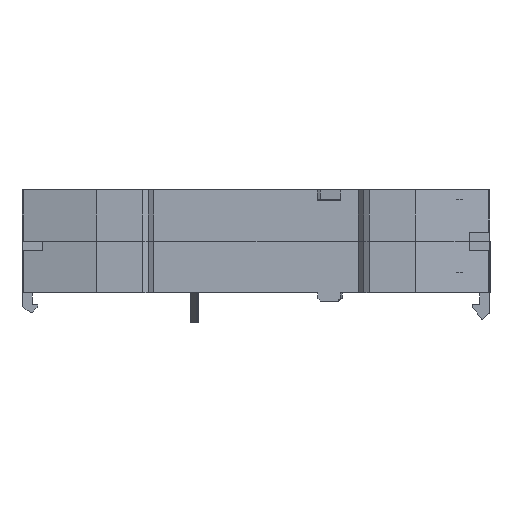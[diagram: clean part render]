
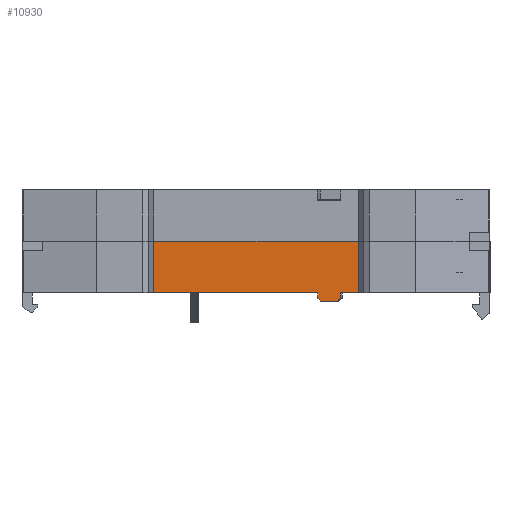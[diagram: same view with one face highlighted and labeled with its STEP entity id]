
A CAD part, front view. The second image highlights one B-rep face of the part: STEP entity #10930.
In plain terms, the highlighted planar face has unit normal (0, -1, 0).
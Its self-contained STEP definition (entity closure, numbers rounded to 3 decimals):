
#174 = DIRECTION ( 'NONE',  ( -0.712, 0., -0.702 ) ) ;
#632 = LINE ( 'NONE', #40631, #4662 ) ;
#865 = EDGE_CURVE ( 'NONE', #44157, #20372, #26633, .T. ) ;
#1295 = VERTEX_POINT ( 'NONE', #19878 ) ;
#1754 = CARTESIAN_POINT ( 'NONE',  ( 8.908, -56.583, 1.683 ) ) ;
#2319 = LINE ( 'NONE', #43221, #4293 ) ;
#3350 = AXIS2_PLACEMENT_3D ( 'NONE', #1754, #44767, #36494 ) ;
#3769 = EDGE_CURVE ( 'NONE', #16649, #6562, #48496, .T. ) ;
#4275 = CARTESIAN_POINT ( 'NONE',  ( 19.609, -56.583, 0. ) ) ;
#4293 = VECTOR ( 'NONE', #26478, 1000. ) ;
#4662 = VECTOR ( 'NONE', #26906, 1000. ) ;
#5550 = VECTOR ( 'NONE', #53055, 1000. ) ;
#5872 = EDGE_CURVE ( 'NONE', #44157, #1295, #14745, .T. ) ;
#5886 = VECTOR ( 'NONE', #36351, 1000. ) ;
#6106 = CARTESIAN_POINT ( 'NONE',  ( 23.471, -56.582, -0.989 ) ) ;
#6562 = VERTEX_POINT ( 'NONE', #47215 ) ;
#7380 = ORIENTED_EDGE ( 'NONE', *, *, #9236, .F. ) ;
#7738 = DIRECTION ( 'NONE',  ( 1., 0., 0. ) ) ;
#8362 = DIRECTION ( 'NONE',  ( 0., 0., -1. ) ) ;
#9236 = EDGE_CURVE ( 'NONE', #44215, #20372, #12592, .T. ) ;
#9610 = EDGE_CURVE ( 'NONE', #44215, #6562, #24672, .T. ) ;
#10223 = EDGE_CURVE ( 'NONE', #16818, #47143, #17870, .T. ) ;
#10930 = ADVANCED_FACE ( 'NONE', ( #51366 ), #23162, .T. ) ;
#11398 = EDGE_CURVE ( 'NONE', #52039, #47143, #2319, .T. ) ;
#11696 = DIRECTION ( 'NONE',  ( -1., 0., 0. ) ) ;
#12077 = EDGE_CURVE ( 'NONE', #52039, #20006, #27074, .T. ) ;
#12592 = LINE ( 'NONE', #41334, #54935 ) ;
#14508 = EDGE_CURVE ( 'NONE', #16818, #1295, #632, .T. ) ;
#14745 = LINE ( 'NONE', #42154, #47651 ) ;
#15182 = VECTOR ( 'NONE', #11696, 1000. ) ;
#15570 = DIRECTION ( 'NONE',  ( -1., 0., 0. ) ) ;
#16120 = CARTESIAN_POINT ( 'NONE',  ( 26.608, -56.583, 0. ) ) ;
#16649 = VERTEX_POINT ( 'NONE', #54230 ) ;
#16818 = VERTEX_POINT ( 'NONE', #16120 ) ;
#17250 = CARTESIAN_POINT ( 'NONE',  ( 23.139, -56.583, -1.315 ) ) ;
#17803 = ORIENTED_EDGE ( 'NONE', *, *, #9610, .T. ) ;
#17870 = LINE ( 'NONE', #33084, #15182 ) ;
#19778 = EDGE_LOOP ( 'NONE', ( #24281, #7380, #17803, #33475, #27694, #49391, #53288, #51146, #20157, #21873 ) ) ;
#19878 = CARTESIAN_POINT ( 'NONE',  ( 26.608, -56.583, 8.911 ) ) ;
#20006 = VERTEX_POINT ( 'NONE', #45870 ) ;
#20157 = ORIENTED_EDGE ( 'NONE', *, *, #14508, .T. ) ;
#20372 = VERTEX_POINT ( 'NONE', #31527 ) ;
#21873 = ORIENTED_EDGE ( 'NONE', *, *, #5872, .F. ) ;
#23162 = PLANE ( 'NONE',  #3350 ) ;
#23540 = VECTOR ( 'NONE', #7738, 1000. ) ;
#24281 = ORIENTED_EDGE ( 'NONE', *, *, #865, .T. ) ;
#24324 = EDGE_CURVE ( 'NONE', #16649, #20006, #41742, .T. ) ;
#24672 = LINE ( 'NONE', #49840, #5886 ) ;
#26478 = DIRECTION ( 'NONE',  ( 0., 0., 1. ) ) ;
#26633 = LINE ( 'NONE', #55271, #34707 ) ;
#26906 = DIRECTION ( 'NONE',  ( 0., 0., 1. ) ) ;
#27074 = LINE ( 'NONE', #17250, #43889 ) ;
#27694 = ORIENTED_EDGE ( 'NONE', *, *, #24324, .T. ) ;
#29372 = DIRECTION ( 'NONE',  ( 1., 0., 0. ) ) ;
#31527 = CARTESIAN_POINT ( 'NONE',  ( -8.792, -56.583, 0. ) ) ;
#31853 = CARTESIAN_POINT ( 'NONE',  ( 20.327, -56.583, -1.698 ) ) ;
#33084 = CARTESIAN_POINT ( 'NONE',  ( 8.908, -56.583, 0. ) ) ;
#33475 = ORIENTED_EDGE ( 'NONE', *, *, #3769, .F. ) ;
#34707 = VECTOR ( 'NONE', #8362, 1000. ) ;
#36351 = DIRECTION ( 'NONE',  ( 0., 0., -1. ) ) ;
#36494 = DIRECTION ( 'NONE',  ( 0., 0., -1. ) ) ;
#38859 = CARTESIAN_POINT ( 'NONE',  ( -8.792, -56.583, 8.911 ) ) ;
#40631 = CARTESIAN_POINT ( 'NONE',  ( 26.608, -56.583, 1.683 ) ) ;
#41334 = CARTESIAN_POINT ( 'NONE',  ( 47.408, -56.583, 0. ) ) ;
#41742 = LINE ( 'NONE', #46195, #23540 ) ;
#42154 = CARTESIAN_POINT ( 'NONE',  ( -27.074, -56.583, 8.911 ) ) ;
#43221 = CARTESIAN_POINT ( 'NONE',  ( 23.47, -56.583, -1.485 ) ) ;
#43889 = VECTOR ( 'NONE', #174, 1000. ) ;
#44157 = VERTEX_POINT ( 'NONE', #38859 ) ;
#44215 = VERTEX_POINT ( 'NONE', #4275 ) ;
#44767 = DIRECTION ( 'NONE',  ( 0., -1., 0. ) ) ;
#45870 = CARTESIAN_POINT ( 'NONE',  ( 22.967, -56.583, -1.485 ) ) ;
#46195 = CARTESIAN_POINT ( 'NONE',  ( 8.908, -56.583, -1.485 ) ) ;
#47143 = VERTEX_POINT ( 'NONE', #51969 ) ;
#47215 = CARTESIAN_POINT ( 'NONE',  ( 19.609, -56.583, -0.99 ) ) ;
#47651 = VECTOR ( 'NONE', #29372, 1000. ) ;
#48496 = LINE ( 'NONE', #31853, #5550 ) ;
#49391 = ORIENTED_EDGE ( 'NONE', *, *, #12077, .F. ) ;
#49840 = CARTESIAN_POINT ( 'NONE',  ( 19.609, -56.583, 1.683 ) ) ;
#51146 = ORIENTED_EDGE ( 'NONE', *, *, #10223, .F. ) ;
#51366 = FACE_OUTER_BOUND ( 'NONE', #19778, .T. ) ;
#51969 = CARTESIAN_POINT ( 'NONE',  ( 23.471, -56.582, 0. ) ) ;
#52039 = VERTEX_POINT ( 'NONE', #6106 ) ;
#53055 = DIRECTION ( 'NONE',  ( -0.712, 0., 0.702 ) ) ;
#53288 = ORIENTED_EDGE ( 'NONE', *, *, #11398, .T. ) ;
#54230 = CARTESIAN_POINT ( 'NONE',  ( 20.111, -56.583, -1.485 ) ) ;
#54935 = VECTOR ( 'NONE', #15570, 1000. ) ;
#55271 = CARTESIAN_POINT ( 'NONE',  ( -8.792, -56.583, 1.683 ) ) ;
